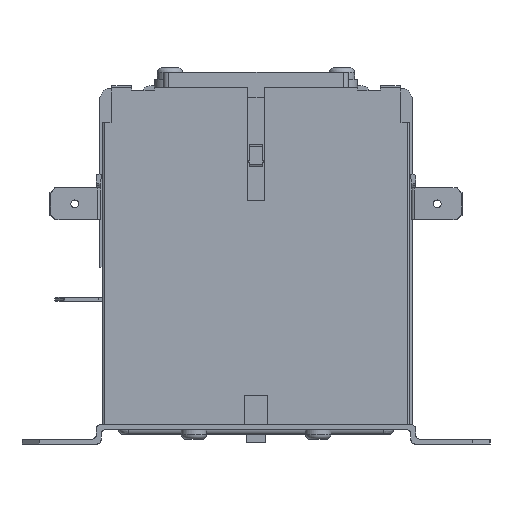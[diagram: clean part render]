
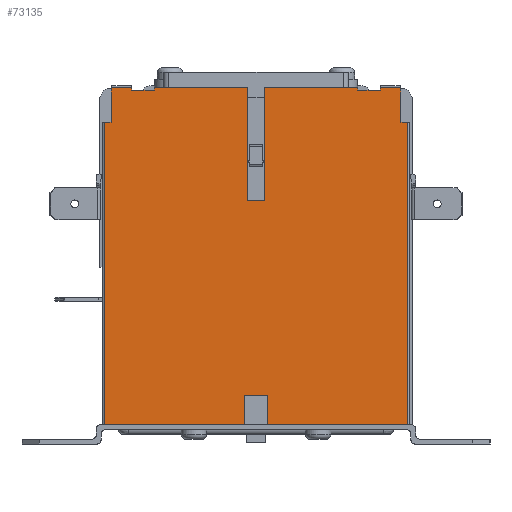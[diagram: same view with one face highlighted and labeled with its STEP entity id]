
A CAD part, left-side view. The second image highlights one B-rep face of the part: STEP entity #73135.
In plain terms, the highlighted planar face has unit normal (-1, 0, 0).
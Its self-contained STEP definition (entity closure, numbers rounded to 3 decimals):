
#3980=PLANE('',#78285);
#7266=FACE_OUTER_BOUND('',#10988,.T.);
#10988=EDGE_LOOP('',(#59537,#59538,#59539,#59540,#59541,#59542,#59543,#59544,
#59545,#59546,#59547,#59548,#59549,#59550,#59551,#59552,#59553,#59554,#59555,
#59556,#59557,#59558,#59559,#59560,#59561,#59562,#59563,#59564));
#16104=LINE('',#114724,#23360);
#16108=LINE('',#114736,#23364);
#17113=LINE('',#122202,#24369);
#17139=LINE('',#122269,#24395);
#17142=LINE('',#122275,#24398);
#17143=LINE('',#122277,#24399);
#17144=LINE('',#122279,#24400);
#17145=LINE('',#122280,#24401);
#17146=LINE('',#122282,#24402);
#17147=LINE('',#122284,#24403);
#17148=LINE('',#122285,#24404);
#17149=LINE('',#122287,#24405);
#17150=LINE('',#122289,#24406);
#17151=LINE('',#122291,#24407);
#17152=LINE('',#122293,#24408);
#17153=LINE('',#122297,#24409);
#17154=LINE('',#122299,#24410);
#17155=LINE('',#122301,#24411);
#17156=LINE('',#122305,#24412);
#17157=LINE('',#122307,#24413);
#17158=LINE('',#122309,#24414);
#17159=LINE('',#122310,#24415);
#17160=LINE('',#122314,#24416);
#17161=LINE('',#122315,#24417);
#23360=VECTOR('',#90196,10.);
#23364=VECTOR('',#90204,10.);
#24369=VECTOR('',#93005,10.);
#24395=VECTOR('',#93053,10.);
#24398=VECTOR('',#93058,10.);
#24399=VECTOR('',#93059,10.);
#24400=VECTOR('',#93060,10.);
#24401=VECTOR('',#93061,10.);
#24402=VECTOR('',#93062,10.);
#24403=VECTOR('',#93063,10.);
#24404=VECTOR('',#93064,10.);
#24405=VECTOR('',#93065,10.);
#24406=VECTOR('',#93066,10.);
#24407=VECTOR('',#93067,10.);
#24408=VECTOR('',#93068,10.);
#24409=VECTOR('',#93071,10.);
#24410=VECTOR('',#93072,10.);
#24411=VECTOR('',#93073,10.);
#24412=VECTOR('',#93076,10.);
#24413=VECTOR('',#93077,10.);
#24414=VECTOR('',#93078,10.);
#24415=VECTOR('',#93079,10.);
#24416=VECTOR('',#93082,10.);
#24417=VECTOR('',#93083,10.);
#27743=CIRCLE('',#78283,0.2);
#27744=CIRCLE('',#78286,0.2);
#27745=CIRCLE('',#78287,0.2);
#27746=CIRCLE('',#78288,0.2);
#31833=VERTEX_POINT('',#114721);
#31834=VERTEX_POINT('',#114723);
#31839=VERTEX_POINT('',#114733);
#31840=VERTEX_POINT('',#114735);
#32950=VERTEX_POINT('',#122199);
#32951=VERTEX_POINT('',#122201);
#32979=VERTEX_POINT('',#122262);
#32980=VERTEX_POINT('',#122264);
#32981=VERTEX_POINT('',#122268);
#32983=VERTEX_POINT('',#122274);
#32984=VERTEX_POINT('',#122276);
#32985=VERTEX_POINT('',#122278);
#32986=VERTEX_POINT('',#122281);
#32987=VERTEX_POINT('',#122283);
#32988=VERTEX_POINT('',#122286);
#32989=VERTEX_POINT('',#122288);
#32990=VERTEX_POINT('',#122290);
#32991=VERTEX_POINT('',#122292);
#32992=VERTEX_POINT('',#122294);
#32993=VERTEX_POINT('',#122296);
#32994=VERTEX_POINT('',#122298);
#32995=VERTEX_POINT('',#122300);
#32996=VERTEX_POINT('',#122302);
#32997=VERTEX_POINT('',#122304);
#32998=VERTEX_POINT('',#122306);
#32999=VERTEX_POINT('',#122308);
#33000=VERTEX_POINT('',#122311);
#33001=VERTEX_POINT('',#122313);
#40540=EDGE_CURVE('',#31833,#31834,#16104,.T.);
#40546=EDGE_CURVE('',#31839,#31840,#16108,.T.);
#42229=EDGE_CURVE('',#32951,#32950,#17113,.T.);
#42261=EDGE_CURVE('',#32979,#32980,#27743,.T.);
#42263=EDGE_CURVE('',#32981,#32980,#17139,.T.);
#42266=EDGE_CURVE('',#32979,#32983,#17142,.T.);
#42267=EDGE_CURVE('',#32983,#32984,#17143,.T.);
#42268=EDGE_CURVE('',#32984,#32985,#17144,.T.);
#42269=EDGE_CURVE('',#31840,#32985,#17145,.T.);
#42270=EDGE_CURVE('',#31839,#32986,#17146,.T.);
#42271=EDGE_CURVE('',#32986,#32987,#17147,.T.);
#42272=EDGE_CURVE('',#32987,#31834,#17148,.T.);
#42273=EDGE_CURVE('',#32988,#31833,#17149,.T.);
#42274=EDGE_CURVE('',#32988,#32989,#17150,.T.);
#42275=EDGE_CURVE('',#32989,#32990,#17151,.T.);
#42276=EDGE_CURVE('',#32990,#32991,#17152,.T.);
#42277=EDGE_CURVE('',#32992,#32991,#27744,.T.);
#42278=EDGE_CURVE('',#32992,#32993,#17153,.T.);
#42279=EDGE_CURVE('',#32993,#32994,#17154,.T.);
#42280=EDGE_CURVE('',#32994,#32995,#17155,.T.);
#42281=EDGE_CURVE('',#32996,#32995,#27745,.T.);
#42282=EDGE_CURVE('',#32996,#32997,#17156,.T.);
#42283=EDGE_CURVE('',#32997,#32998,#17157,.T.);
#42284=EDGE_CURVE('',#32998,#32999,#17158,.T.);
#42285=EDGE_CURVE('',#32999,#32951,#17159,.T.);
#42286=EDGE_CURVE('',#33000,#32950,#27746,.T.);
#42287=EDGE_CURVE('',#33000,#33001,#17160,.T.);
#42288=EDGE_CURVE('',#33001,#32981,#17161,.T.);
#59537=ORIENTED_EDGE('',*,*,#42261,.F.);
#59538=ORIENTED_EDGE('',*,*,#42266,.T.);
#59539=ORIENTED_EDGE('',*,*,#42267,.T.);
#59540=ORIENTED_EDGE('',*,*,#42268,.T.);
#59541=ORIENTED_EDGE('',*,*,#42269,.F.);
#59542=ORIENTED_EDGE('',*,*,#40546,.F.);
#59543=ORIENTED_EDGE('',*,*,#42270,.T.);
#59544=ORIENTED_EDGE('',*,*,#42271,.T.);
#59545=ORIENTED_EDGE('',*,*,#42272,.T.);
#59546=ORIENTED_EDGE('',*,*,#40540,.F.);
#59547=ORIENTED_EDGE('',*,*,#42273,.F.);
#59548=ORIENTED_EDGE('',*,*,#42274,.T.);
#59549=ORIENTED_EDGE('',*,*,#42275,.T.);
#59550=ORIENTED_EDGE('',*,*,#42276,.T.);
#59551=ORIENTED_EDGE('',*,*,#42277,.F.);
#59552=ORIENTED_EDGE('',*,*,#42278,.T.);
#59553=ORIENTED_EDGE('',*,*,#42279,.T.);
#59554=ORIENTED_EDGE('',*,*,#42280,.T.);
#59555=ORIENTED_EDGE('',*,*,#42281,.F.);
#59556=ORIENTED_EDGE('',*,*,#42282,.T.);
#59557=ORIENTED_EDGE('',*,*,#42283,.T.);
#59558=ORIENTED_EDGE('',*,*,#42284,.T.);
#59559=ORIENTED_EDGE('',*,*,#42285,.T.);
#59560=ORIENTED_EDGE('',*,*,#42229,.T.);
#59561=ORIENTED_EDGE('',*,*,#42286,.F.);
#59562=ORIENTED_EDGE('',*,*,#42287,.T.);
#59563=ORIENTED_EDGE('',*,*,#42288,.T.);
#59564=ORIENTED_EDGE('',*,*,#42263,.T.);
#73135=ADVANCED_FACE('',(#7266),#3980,.T.);
#78283=AXIS2_PLACEMENT_3D('',#122265,#93048,#93049);
#78285=AXIS2_PLACEMENT_3D('',#122273,#93056,#93057);
#78286=AXIS2_PLACEMENT_3D('',#122295,#93069,#93070);
#78287=AXIS2_PLACEMENT_3D('',#122303,#93074,#93075);
#78288=AXIS2_PLACEMENT_3D('',#122312,#93080,#93081);
#90196=DIRECTION('',(0.,1.,0.));
#90204=DIRECTION('',(0.,1.,0.));
#93005=DIRECTION('',(0.,1.,0.));
#93048=DIRECTION('center_axis',(1.,0.,0.));
#93049=DIRECTION('ref_axis',(0.,-0.707,0.707));
#93053=DIRECTION('',(0.,0.,1.));
#93056=DIRECTION('center_axis',(-1.,0.,0.));
#93057=DIRECTION('ref_axis',(0.,-1.,0.));
#93058=DIRECTION('',(0.,1.,0.));
#93059=DIRECTION('',(0.,0.,-1.));
#93060=DIRECTION('',(0.,1.,0.));
#93061=DIRECTION('',(0.,0.,1.));
#93062=DIRECTION('',(0.,0.,1.));
#93063=DIRECTION('',(0.,-1.,0.));
#93064=DIRECTION('',(0.,0.,-1.));
#93065=DIRECTION('',(0.,0.,-1.));
#93066=DIRECTION('',(0.,1.,0.));
#93067=DIRECTION('',(0.,0.,1.));
#93068=DIRECTION('',(0.,1.,0.));
#93069=DIRECTION('center_axis',(1.,0.,0.));
#93070=DIRECTION('ref_axis',(0.,0.707,0.707));
#93071=DIRECTION('',(0.,0.,-1.));
#93072=DIRECTION('',(0.,1.,0.));
#93073=DIRECTION('',(0.,0.,1.));
#93074=DIRECTION('center_axis',(1.,0.,0.));
#93075=DIRECTION('ref_axis',(0.,-0.707,0.707));
#93076=DIRECTION('',(0.,1.,0.));
#93077=DIRECTION('',(0.,0.,-1.));
#93078=DIRECTION('',(0.,1.,0.));
#93079=DIRECTION('',(0.,0.,1.));
#93080=DIRECTION('center_axis',(1.,0.,0.));
#93081=DIRECTION('ref_axis',(0.,0.707,0.707));
#93082=DIRECTION('',(0.,0.,-1.));
#93083=DIRECTION('',(0.,1.,0.));
#114721=CARTESIAN_POINT('',(-29.5,-30.8,1.));
#114723=CARTESIAN_POINT('',(-29.5,-2.425,1.));
#114724=CARTESIAN_POINT('',(-29.5,15.65,1.));
#114733=CARTESIAN_POINT('',(-29.5,2.425,1.));
#114735=CARTESIAN_POINT('',(-29.5,30.8,1.));
#114736=CARTESIAN_POINT('',(-29.5,15.65,1.));
#122199=CARTESIAN_POINT('',(-29.5,20.55,69.5));
#122201=CARTESIAN_POINT('',(-29.5,1.8,69.5));
#122202=CARTESIAN_POINT('',(-29.5,15.65,69.5));
#122262=CARTESIAN_POINT('',(-29.5,25.45,69.5));
#122264=CARTESIAN_POINT('',(-29.5,25.25,69.3));
#122265=CARTESIAN_POINT('Origin',(-29.5,25.45,69.3));
#122268=CARTESIAN_POINT('',(-29.5,25.25,69.));
#122269=CARTESIAN_POINT('',(-29.5,25.25,35.25));
#122273=CARTESIAN_POINT('Origin',(-29.5,31.3,1.));
#122274=CARTESIAN_POINT('',(-29.5,29.5,69.5));
#122275=CARTESIAN_POINT('',(-29.5,15.65,69.5));
#122276=CARTESIAN_POINT('',(-29.5,29.5,62.5));
#122277=CARTESIAN_POINT('',(-29.5,29.5,35.25));
#122278=CARTESIAN_POINT('',(-29.5,30.8,62.5));
#122279=CARTESIAN_POINT('',(-29.5,30.263,62.5));
#122280=CARTESIAN_POINT('',(-29.5,30.8,1.));
#122281=CARTESIAN_POINT('',(-29.5,2.425,7.));
#122282=CARTESIAN_POINT('',(-29.5,2.425,4.));
#122283=CARTESIAN_POINT('',(-29.5,-2.425,7.));
#122284=CARTESIAN_POINT('',(-29.5,14.438,7.));
#122285=CARTESIAN_POINT('',(-29.5,-2.425,1.));
#122286=CARTESIAN_POINT('',(-29.5,-30.8,62.5));
#122287=CARTESIAN_POINT('',(-29.5,-30.8,1.));
#122288=CARTESIAN_POINT('',(-29.5,-29.5,62.5));
#122289=CARTESIAN_POINT('',(-29.5,1.038,62.5));
#122290=CARTESIAN_POINT('',(-29.5,-29.5,69.5));
#122291=CARTESIAN_POINT('',(-29.5,-29.5,35.25));
#122292=CARTESIAN_POINT('',(-29.5,-25.45,69.5));
#122293=CARTESIAN_POINT('',(-29.5,15.65,69.5));
#122294=CARTESIAN_POINT('',(-29.5,-25.25,69.3));
#122295=CARTESIAN_POINT('Origin',(-29.5,-25.45,69.3));
#122296=CARTESIAN_POINT('',(-29.5,-25.25,69.));
#122297=CARTESIAN_POINT('',(-29.5,-25.25,35.));
#122298=CARTESIAN_POINT('',(-29.5,-20.75,69.));
#122299=CARTESIAN_POINT('',(-29.5,5.275,69.));
#122300=CARTESIAN_POINT('',(-29.5,-20.75,69.3));
#122301=CARTESIAN_POINT('',(-29.5,-20.75,35.25));
#122302=CARTESIAN_POINT('',(-29.5,-20.55,69.5));
#122303=CARTESIAN_POINT('Origin',(-29.5,-20.55,69.3));
#122304=CARTESIAN_POINT('',(-29.5,-1.8,69.5));
#122305=CARTESIAN_POINT('',(-29.5,15.65,69.5));
#122306=CARTESIAN_POINT('',(-29.5,-1.8,46.5));
#122307=CARTESIAN_POINT('',(-29.5,-1.8,23.75));
#122308=CARTESIAN_POINT('',(-29.5,1.8,46.5));
#122309=CARTESIAN_POINT('',(-29.5,16.55,46.5));
#122310=CARTESIAN_POINT('',(-29.5,1.8,35.25));
#122311=CARTESIAN_POINT('',(-29.5,20.75,69.3));
#122312=CARTESIAN_POINT('Origin',(-29.5,20.55,69.3));
#122313=CARTESIAN_POINT('',(-29.5,20.75,69.));
#122314=CARTESIAN_POINT('',(-29.5,20.75,35.));
#122315=CARTESIAN_POINT('',(-29.5,28.275,69.));
